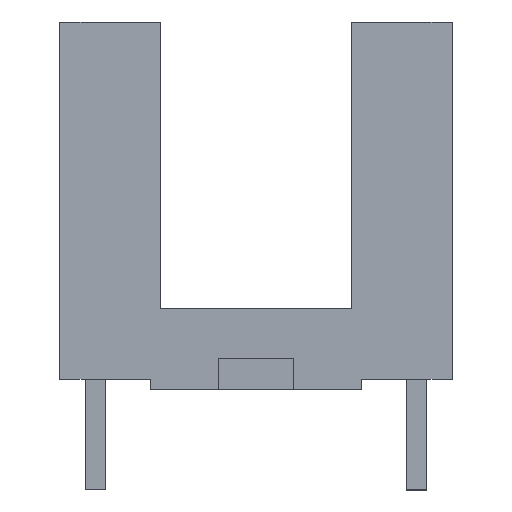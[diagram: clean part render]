
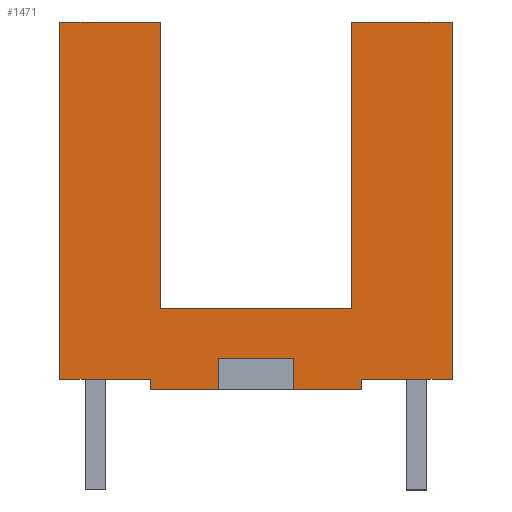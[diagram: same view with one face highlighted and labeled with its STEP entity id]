
A CAD part, top view. The second image highlights one B-rep face of the part: STEP entity #1471.
In plain terms, the highlighted planar face has unit normal (0, 0, 1).
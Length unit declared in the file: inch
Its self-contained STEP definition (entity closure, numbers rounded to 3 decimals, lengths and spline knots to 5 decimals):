
#20 = VERTEX_POINT ( 'NONE', #1804 ) ;
#51 = EDGE_CURVE ( 'NONE', #239, #397, #2220, .T. ) ;
#81 = DIRECTION ( 'NONE',  ( 0., -1., 0. ) ) ;
#96 = EDGE_CURVE ( 'NONE', #2391, #2006, #1236, .T. ) ;
#136 = CARTESIAN_POINT ( 'NONE',  ( -0.195, 0.365, 0.105 ) ) ;
#138 = VECTOR ( 'NONE', #840, 39.37008 ) ;
#147 = CARTESIAN_POINT ( 'NONE',  ( 0.195, 0.365, 0.105 ) ) ;
#172 = ORIENTED_EDGE ( 'NONE', *, *, #2465, .F. ) ;
#218 = VECTOR ( 'NONE', #394, 39.37008 ) ;
#239 = VERTEX_POINT ( 'NONE', #1809 ) ;
#267 = VECTOR ( 'NONE', #2454, 39.37008 ) ;
#307 = LINE ( 'NONE', #1370, #1605 ) ;
#324 = CARTESIAN_POINT ( 'NONE',  ( 0.105, 0.01, 0.105 ) ) ;
#325 = VECTOR ( 'NONE', #1097, 39.37008 ) ;
#366 = VERTEX_POINT ( 'NONE', #843 ) ;
#385 = CARTESIAN_POINT ( 'NONE',  ( -0.195, 0.365, 0.105 ) ) ;
#394 = DIRECTION ( 'NONE',  ( 0., -1., 0. ) ) ;
#397 = VERTEX_POINT ( 'NONE', #883 ) ;
#459 = CARTESIAN_POINT ( 'NONE',  ( 0.0375, 0.03, 0.105 ) ) ;
#496 = VERTEX_POINT ( 'NONE', #2173 ) ;
#504 = VECTOR ( 'NONE', #781, 39.37008 ) ;
#506 = VECTOR ( 'NONE', #1138, 39.37008 ) ;
#515 = EDGE_CURVE ( 'NONE', #2227, #2242, #2299, .T. ) ;
#605 = CARTESIAN_POINT ( 'NONE',  ( 0.0375, 0.03, 0.105 ) ) ;
#606 = LINE ( 'NONE', #1187, #660 ) ;
#635 = EDGE_CURVE ( 'NONE', #397, #714, #2084, .T. ) ;
#654 = ORIENTED_EDGE ( 'NONE', *, *, #754, .F. ) ;
#660 = VECTOR ( 'NONE', #772, 39.37008 ) ;
#676 = EDGE_CURVE ( 'NONE', #366, #1065, #1405, .T. ) ;
#686 = CARTESIAN_POINT ( 'NONE',  ( -0.195, 0.365, 0.105 ) ) ;
#708 = LINE ( 'NONE', #1896, #1970 ) ;
#714 = VERTEX_POINT ( 'NONE', #1714 ) ;
#718 = VECTOR ( 'NONE', #2017, 39.37008 ) ;
#743 = VERTEX_POINT ( 'NONE', #2476 ) ;
#754 = EDGE_CURVE ( 'NONE', #2511, #1065, #708, .T. ) ;
#772 = DIRECTION ( 'NONE',  ( -1., 0., 0. ) ) ;
#781 = DIRECTION ( 'NONE',  ( 1., 0., 0. ) ) ;
#782 = LINE ( 'NONE', #2176, #138 ) ;
#796 = ORIENTED_EDGE ( 'NONE', *, *, #1627, .F. ) ;
#803 = LINE ( 'NONE', #385, #504 ) ;
#815 = EDGE_CURVE ( 'NONE', #2242, #20, #1282, .T. ) ;
#840 = DIRECTION ( 'NONE',  ( 0., -1., 0. ) ) ;
#843 = CARTESIAN_POINT ( 'NONE',  ( -0.195, 0.365, 0.105 ) ) ;
#852 = CARTESIAN_POINT ( 'NONE',  ( -0.0375, 0.03, 0.105 ) ) ;
#853 = CARTESIAN_POINT ( 'NONE',  ( -0.105, 0.01, 0.105 ) ) ;
#865 = AXIS2_PLACEMENT_3D ( 'NONE', #686, #1468, #2241 ) ;
#883 = CARTESIAN_POINT ( 'NONE',  ( -0.095, 0.08, 0.105 ) ) ;
#890 = EDGE_CURVE ( 'NONE', #366, #239, #803, .T. ) ;
#956 = LINE ( 'NONE', #1643, #1287 ) ;
#978 = DIRECTION ( 'NONE',  ( -1., 0., 0. ) ) ;
#995 = VECTOR ( 'NONE', #1655, 39.37008 ) ;
#1015 = CARTESIAN_POINT ( 'NONE',  ( 0.0375, 0., 0.105 ) ) ;
#1065 = VERTEX_POINT ( 'NONE', #2293 ) ;
#1070 = LINE ( 'NONE', #136, #325 ) ;
#1080 = LINE ( 'NONE', #853, #995 ) ;
#1097 = DIRECTION ( 'NONE',  ( 1., 0., 0. ) ) ;
#1118 = DIRECTION ( 'NONE',  ( 0., -1., 0. ) ) ;
#1138 = DIRECTION ( 'NONE',  ( 1., 0., 0. ) ) ;
#1143 = ORIENTED_EDGE ( 'NONE', *, *, #96, .T. ) ;
#1182 = LINE ( 'NONE', #147, #1662 ) ;
#1187 = CARTESIAN_POINT ( 'NONE',  ( 0.195, 0.01, 0.105 ) ) ;
#1194 = CARTESIAN_POINT ( 'NONE',  ( 0.195, 0.365, 0.105 ) ) ;
#1236 = LINE ( 'NONE', #1419, #718 ) ;
#1282 = LINE ( 'NONE', #1744, #506 ) ;
#1285 = ORIENTED_EDGE ( 'NONE', *, *, #890, .F. ) ;
#1287 = VECTOR ( 'NONE', #1432, 39.37008 ) ;
#1303 = DIRECTION ( 'NONE',  ( 0., -1., 0. ) ) ;
#1335 = ORIENTED_EDGE ( 'NONE', *, *, #676, .T. ) ;
#1350 = VECTOR ( 'NONE', #81, 39.37008 ) ;
#1370 = CARTESIAN_POINT ( 'NONE',  ( -0.0375, 0.03, 0.105 ) ) ;
#1372 = VERTEX_POINT ( 'NONE', #2029 ) ;
#1384 = EDGE_CURVE ( 'NONE', #2391, #2511, #1080, .T. ) ;
#1385 = ORIENTED_EDGE ( 'NONE', *, *, #815, .T. ) ;
#1405 = LINE ( 'NONE', #2101, #1527 ) ;
#1419 = CARTESIAN_POINT ( 'NONE',  ( -0.195, 0., 0.105 ) ) ;
#1432 = DIRECTION ( 'NONE',  ( 0., 1., 0. ) ) ;
#1468 = DIRECTION ( 'NONE',  ( 0., 0., -1. ) ) ;
#1471 = ADVANCED_FACE ( 'NONE', ( #1542 ), #1856, .F. ) ;
#1497 = ORIENTED_EDGE ( 'NONE', *, *, #635, .F. ) ;
#1527 = VECTOR ( 'NONE', #1303, 39.37008 ) ;
#1532 = ORIENTED_EDGE ( 'NONE', *, *, #51, .F. ) ;
#1536 = VERTEX_POINT ( 'NONE', #324 ) ;
#1542 = FACE_OUTER_BOUND ( 'NONE', #2014, .T. ) ;
#1561 = LINE ( 'NONE', #852, #1350 ) ;
#1605 = VECTOR ( 'NONE', #978, 39.37008 ) ;
#1627 = EDGE_CURVE ( 'NONE', #2323, #496, #1182, .T. ) ;
#1643 = CARTESIAN_POINT ( 'NONE',  ( 0.095, 0.365, 0.105 ) ) ;
#1654 = CARTESIAN_POINT ( 'NONE',  ( -0.095, 0.365, 0.105 ) ) ;
#1655 = DIRECTION ( 'NONE',  ( 0., 1., 0. ) ) ;
#1662 = VECTOR ( 'NONE', #1118, 39.37008 ) ;
#1714 = CARTESIAN_POINT ( 'NONE',  ( 0.095, 0.08, 0.105 ) ) ;
#1729 = CARTESIAN_POINT ( 'NONE',  ( -0.0375, 0., 0.105 ) ) ;
#1744 = CARTESIAN_POINT ( 'NONE',  ( -0.195, 0., 0.105 ) ) ;
#1776 = ORIENTED_EDGE ( 'NONE', *, *, #2109, .F. ) ;
#1790 = VECTOR ( 'NONE', #2064, 39.37008 ) ;
#1804 = CARTESIAN_POINT ( 'NONE',  ( 0.105, 0., 0.105 ) ) ;
#1809 = CARTESIAN_POINT ( 'NONE',  ( -0.095, 0.365, 0.105 ) ) ;
#1835 = CARTESIAN_POINT ( 'NONE',  ( -0.105, 0., 0.105 ) ) ;
#1856 = PLANE ( 'NONE',  #865 ) ;
#1894 = CARTESIAN_POINT ( 'NONE',  ( -0.105, 0.01, 0.105 ) ) ;
#1896 = CARTESIAN_POINT ( 'NONE',  ( -0.105, 0.01, 0.105 ) ) ;
#1970 = VECTOR ( 'NONE', #2111, 39.37008 ) ;
#2006 = VERTEX_POINT ( 'NONE', #1729 ) ;
#2014 = EDGE_LOOP ( 'NONE', ( #1143, #172, #1776, #2200, #1385, #2380, #2156, #796, #2533, #2033, #1497, #1532, #1285, #1335, #654, #2312 ) ) ;
#2017 = DIRECTION ( 'NONE',  ( 1., 0., 0. ) ) ;
#2029 = CARTESIAN_POINT ( 'NONE',  ( 0.095, 0.365, 0.105 ) ) ;
#2033 = ORIENTED_EDGE ( 'NONE', *, *, #2400, .F. ) ;
#2064 = DIRECTION ( 'NONE',  ( 1., 0., 0. ) ) ;
#2084 = LINE ( 'NONE', #2244, #1790 ) ;
#2101 = CARTESIAN_POINT ( 'NONE',  ( -0.195, 0.365, 0.105 ) ) ;
#2109 = EDGE_CURVE ( 'NONE', #2227, #743, #307, .T. ) ;
#2111 = DIRECTION ( 'NONE',  ( -1., 0., 0. ) ) ;
#2144 = EDGE_CURVE ( 'NONE', #496, #1536, #606, .T. ) ;
#2156 = ORIENTED_EDGE ( 'NONE', *, *, #2144, .F. ) ;
#2173 = CARTESIAN_POINT ( 'NONE',  ( 0.195, 0.01, 0.105 ) ) ;
#2176 = CARTESIAN_POINT ( 'NONE',  ( 0.105, 0., 0.105 ) ) ;
#2200 = ORIENTED_EDGE ( 'NONE', *, *, #515, .T. ) ;
#2220 = LINE ( 'NONE', #1654, #267 ) ;
#2227 = VERTEX_POINT ( 'NONE', #459 ) ;
#2241 = DIRECTION ( 'NONE',  ( -1., 0., 0. ) ) ;
#2242 = VERTEX_POINT ( 'NONE', #1015 ) ;
#2244 = CARTESIAN_POINT ( 'NONE',  ( -0.095, 0.08, 0.105 ) ) ;
#2293 = CARTESIAN_POINT ( 'NONE',  ( -0.195, 0.01, 0.105 ) ) ;
#2299 = LINE ( 'NONE', #605, #218 ) ;
#2305 = EDGE_CURVE ( 'NONE', #1536, #20, #782, .T. ) ;
#2312 = ORIENTED_EDGE ( 'NONE', *, *, #1384, .F. ) ;
#2323 = VERTEX_POINT ( 'NONE', #1194 ) ;
#2380 = ORIENTED_EDGE ( 'NONE', *, *, #2305, .F. ) ;
#2391 = VERTEX_POINT ( 'NONE', #1835 ) ;
#2400 = EDGE_CURVE ( 'NONE', #714, #1372, #956, .T. ) ;
#2454 = DIRECTION ( 'NONE',  ( 0., -1., 0. ) ) ;
#2465 = EDGE_CURVE ( 'NONE', #743, #2006, #1561, .T. ) ;
#2476 = CARTESIAN_POINT ( 'NONE',  ( -0.0375, 0.03, 0.105 ) ) ;
#2501 = EDGE_CURVE ( 'NONE', #1372, #2323, #1070, .T. ) ;
#2511 = VERTEX_POINT ( 'NONE', #1894 ) ;
#2533 = ORIENTED_EDGE ( 'NONE', *, *, #2501, .F. ) ;
